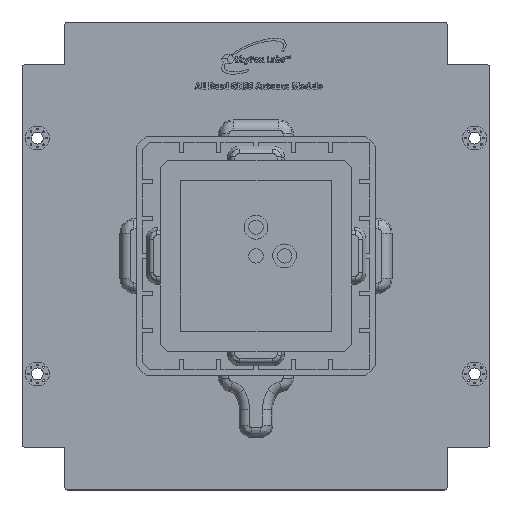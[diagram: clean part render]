
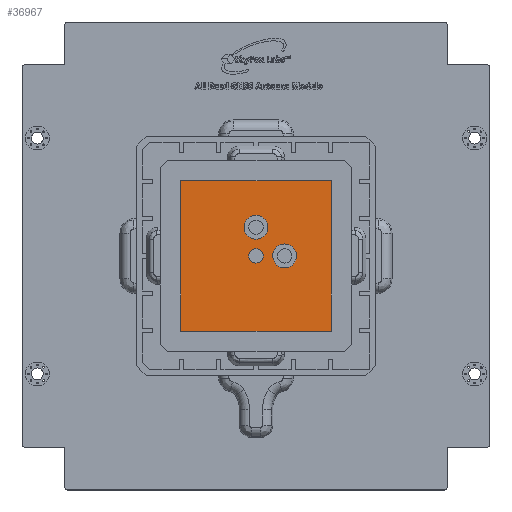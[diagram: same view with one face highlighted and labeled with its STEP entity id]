
A CAD part, top view. The second image highlights one B-rep face of the part: STEP entity #36967.
In plain terms, the highlighted face is planar.
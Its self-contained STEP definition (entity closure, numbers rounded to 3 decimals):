
#330=CIRCLE('',#39209,1.5);
#331=CIRCLE('',#39210,1.5);
#334=CIRCLE('',#39214,2.5);
#335=CIRCLE('',#39215,2.5);
#338=CIRCLE('',#39219,2.5);
#339=CIRCLE('',#39220,2.5);
#1110=FACE_BOUND('',#4817,.T.);
#1111=FACE_BOUND('',#4818,.T.);
#1112=FACE_BOUND('',#4819,.T.);
#2876=FACE_OUTER_BOUND('',#4816,.T.);
#4816=EDGE_LOOP('',(#31880,#31881,#31882,#31883));
#4817=EDGE_LOOP('',(#31884,#31885));
#4818=EDGE_LOOP('',(#31886,#31887));
#4819=EDGE_LOOP('',(#31888,#31889));
#9436=LINE('',#57853,#14106);
#9440=LINE('',#57861,#14110);
#9443=LINE('',#57867,#14113);
#9446=LINE('',#57872,#14116);
#14106=VECTOR('',#47298,1000.);
#14110=VECTOR('',#47304,1000.);
#14113=VECTOR('',#47309,1000.);
#14116=VECTOR('',#47314,1000.);
#17523=VERTEX_POINT('',#57825);
#17524=VERTEX_POINT('',#57827);
#17527=VERTEX_POINT('',#57835);
#17528=VERTEX_POINT('',#57837);
#17531=VERTEX_POINT('',#57845);
#17532=VERTEX_POINT('',#57847);
#17533=VERTEX_POINT('',#57851);
#17534=VERTEX_POINT('',#57852);
#17537=VERTEX_POINT('',#57860);
#17539=VERTEX_POINT('',#57866);
#22405=EDGE_CURVE('',#17523,#17524,#330,.T.);
#22406=EDGE_CURVE('',#17524,#17523,#331,.T.);
#22410=EDGE_CURVE('',#17527,#17528,#334,.T.);
#22411=EDGE_CURVE('',#17528,#17527,#335,.T.);
#22415=EDGE_CURVE('',#17531,#17532,#338,.T.);
#22416=EDGE_CURVE('',#17532,#17531,#339,.T.);
#22417=EDGE_CURVE('',#17533,#17534,#9436,.T.);
#22421=EDGE_CURVE('',#17537,#17533,#9440,.T.);
#22424=EDGE_CURVE('',#17539,#17537,#9443,.T.);
#22427=EDGE_CURVE('',#17534,#17539,#9446,.T.);
#31880=ORIENTED_EDGE('',*,*,#22417,.T.);
#31881=ORIENTED_EDGE('',*,*,#22427,.T.);
#31882=ORIENTED_EDGE('',*,*,#22424,.T.);
#31883=ORIENTED_EDGE('',*,*,#22421,.T.);
#31884=ORIENTED_EDGE('',*,*,#22406,.F.);
#31885=ORIENTED_EDGE('',*,*,#22405,.F.);
#31886=ORIENTED_EDGE('',*,*,#22411,.F.);
#31887=ORIENTED_EDGE('',*,*,#22410,.F.);
#31888=ORIENTED_EDGE('',*,*,#22416,.F.);
#31889=ORIENTED_EDGE('',*,*,#22415,.F.);
#35262=PLANE('',#39226);
#36967=ADVANCED_FACE('',(#2876,#1110,#1111,#1112),#35262,.F.);
#39209=AXIS2_PLACEMENT_3D('',#57828,#47270,#47271);
#39210=AXIS2_PLACEMENT_3D('',#57829,#47272,#47273);
#39214=AXIS2_PLACEMENT_3D('',#57838,#47281,#47282);
#39215=AXIS2_PLACEMENT_3D('',#57839,#47283,#47284);
#39219=AXIS2_PLACEMENT_3D('',#57848,#47292,#47293);
#39220=AXIS2_PLACEMENT_3D('',#57849,#47294,#47295);
#39226=AXIS2_PLACEMENT_3D('',#57875,#47318,#47319);
#47270=DIRECTION('center_axis',(0.,1.,0.));
#47271=DIRECTION('ref_axis',(0.,0.,-1.));
#47272=DIRECTION('center_axis',(0.,1.,0.));
#47273=DIRECTION('ref_axis',(0.,0.,-1.));
#47281=DIRECTION('center_axis',(0.,1.,0.));
#47282=DIRECTION('ref_axis',(0.,0.,-1.));
#47283=DIRECTION('center_axis',(0.,1.,0.));
#47284=DIRECTION('ref_axis',(0.,0.,-1.));
#47292=DIRECTION('center_axis',(0.,1.,0.));
#47293=DIRECTION('ref_axis',(0.,0.,-1.));
#47294=DIRECTION('center_axis',(0.,1.,0.));
#47295=DIRECTION('ref_axis',(0.,0.,-1.));
#47298=DIRECTION('',(0.,0.,1.));
#47304=DIRECTION('',(-1.,0.,0.));
#47309=DIRECTION('',(0.,0.,-1.));
#47314=DIRECTION('',(1.,0.,0.));
#47318=DIRECTION('center_axis',(0.,-1.,0.));
#47319=DIRECTION('ref_axis',(0.,0.,1.));
#57825=CARTESIAN_POINT('',(0.,12.4,1.5));
#57827=CARTESIAN_POINT('',(0.,12.4,-1.5));
#57828=CARTESIAN_POINT('Origin',(0.,12.4,0.));
#57829=CARTESIAN_POINT('Origin',(0.,12.4,0.));
#57835=CARTESIAN_POINT('',(0.,12.4,-3.5));
#57837=CARTESIAN_POINT('',(0.,12.4,-8.5));
#57838=CARTESIAN_POINT('Origin',(0.,12.4,-6.));
#57839=CARTESIAN_POINT('Origin',(0.,12.4,-6.));
#57845=CARTESIAN_POINT('',(-6.,12.4,2.5));
#57847=CARTESIAN_POINT('',(-6.,12.4,-2.5));
#57848=CARTESIAN_POINT('Origin',(-6.,12.4,0.));
#57849=CARTESIAN_POINT('Origin',(-6.,12.4,0.));
#57851=CARTESIAN_POINT('',(-15.75,12.4,-15.75));
#57852=CARTESIAN_POINT('',(-15.75,12.4,15.75));
#57853=CARTESIAN_POINT('',(-15.75,12.4,-15.75));
#57860=CARTESIAN_POINT('',(15.75,12.4,-15.75));
#57861=CARTESIAN_POINT('',(15.75,12.4,-15.75));
#57866=CARTESIAN_POINT('',(15.75,12.4,15.75));
#57867=CARTESIAN_POINT('',(15.75,12.4,-15.75));
#57872=CARTESIAN_POINT('',(15.75,12.4,15.75));
#57875=CARTESIAN_POINT('Origin',(0.,12.4,0.));
